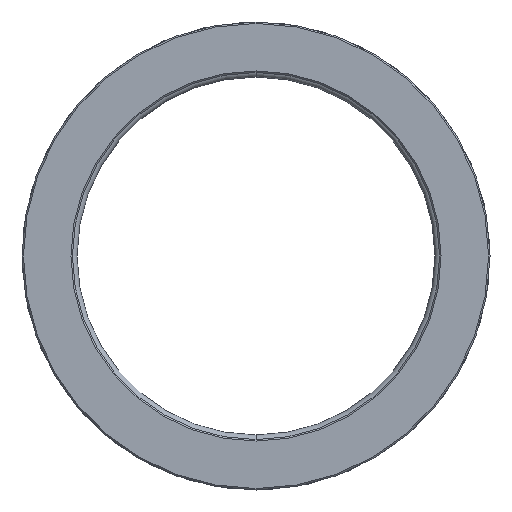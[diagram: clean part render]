
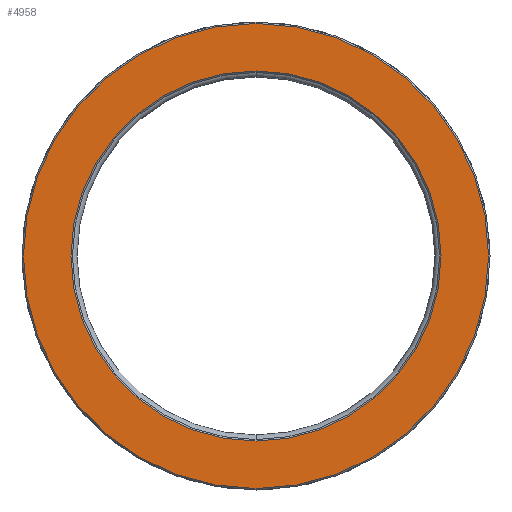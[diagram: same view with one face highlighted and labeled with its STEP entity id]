
A CAD part, front view. The second image highlights one B-rep face of the part: STEP entity #4958.
In plain terms, the highlighted planar face has unit normal (0, -1, 0).
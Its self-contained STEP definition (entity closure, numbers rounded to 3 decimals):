
#2971 = CARTESIAN_POINT ( 'NONE',  ( 0., 0., -51.4 ) ) ;
#2975 = CARTESIAN_POINT ( 'NONE',  ( 0., 0., 51.4 ) ) ;
#3016 = DIRECTION ( 'NONE',  ( 0., 0., -1. ) ) ;
#3020 = AXIS2_PLACEMENT_3D ( 'NONE', #3041, #3040, #3016 ) ;
#3029 = CIRCLE ( 'NONE', #3020, 51.4 ) ;
#3040 = DIRECTION ( 'NONE',  ( 0., 1., 0. ) ) ;
#3041 = CARTESIAN_POINT ( 'NONE',  ( 0., 0., 0. ) ) ;
#3141 = DIRECTION ( 'NONE',  ( 0., 0., -1. ) ) ;
#3143 = AXIS2_PLACEMENT_3D ( 'NONE', #3144, #3145, #3141 ) ;
#3144 = CARTESIAN_POINT ( 'NONE',  ( 0., 0., 0. ) ) ;
#3145 = DIRECTION ( 'NONE',  ( 0., -1., 0. ) ) ;
#3146 = CIRCLE ( 'NONE', #3200, 64.6 ) ;
#3152 = DIRECTION ( 'NONE',  ( 0., 0., -1. ) ) ;
#3166 = CARTESIAN_POINT ( 'NONE',  ( 0., 0., 64.6 ) ) ;
#3200 = AXIS2_PLACEMENT_3D ( 'NONE', #3245, #3244, #3152 ) ;
#3244 = DIRECTION ( 'NONE',  ( 0., -1., 0. ) ) ;
#3245 = CARTESIAN_POINT ( 'NONE',  ( 0., 0., 0. ) ) ;
#3255 = CIRCLE ( 'NONE', #3143, 64.6 ) ;
#3355 = CARTESIAN_POINT ( 'NONE',  ( 0., 0., -64.6 ) ) ;
#3489 = DIRECTION ( 'NONE',  ( 0., 0., -1. ) ) ;
#3492 = CIRCLE ( 'NONE', #3516, 51.4 ) ;
#3497 = CARTESIAN_POINT ( 'NONE',  ( 0., 0., 0. ) ) ;
#3510 = DIRECTION ( 'NONE',  ( 0., 1., 0. ) ) ;
#3516 = AXIS2_PLACEMENT_3D ( 'NONE', #3497, #3510, #3489 ) ;
#3524 = PLANE ( 'NONE',  #3533 ) ;
#3528 = FACE_OUTER_BOUND ( 'NONE', #4959, .T. ) ;
#3530 = FACE_BOUND ( 'NONE', #4943, .T. ) ;
#3533 = AXIS2_PLACEMENT_3D ( 'NONE', #3534, #3537, #3536 ) ;
#3534 = CARTESIAN_POINT ( 'NONE',  ( -51., 0., 0. ) ) ;
#3536 = DIRECTION ( 'NONE',  ( 0., 0., -1. ) ) ;
#3537 = DIRECTION ( 'NONE',  ( 0., -1., 0. ) ) ;
#4694 = VERTEX_POINT ( 'NONE', #2971 ) ;
#4713 = VERTEX_POINT ( 'NONE', #2975 ) ;
#4733 = EDGE_CURVE ( 'NONE', #4694, #4713, #3029, .T. ) ;
#4789 = EDGE_CURVE ( 'NONE', #4850, #4828, #3146, .T. ) ;
#4828 = VERTEX_POINT ( 'NONE', #3166 ) ;
#4850 = VERTEX_POINT ( 'NONE', #3355 ) ;
#4891 = EDGE_CURVE ( 'NONE', #4828, #4850, #3255, .T. ) ;
#4900 = ORIENTED_EDGE ( 'NONE', *, *, #4733, .T. ) ;
#4927 = ORIENTED_EDGE ( 'NONE', *, *, #4891, .T. ) ;
#4929 = ORIENTED_EDGE ( 'NONE', *, *, #4789, .T. ) ;
#4932 = ORIENTED_EDGE ( 'NONE', *, *, #4950, .T. ) ;
#4943 = EDGE_LOOP ( 'NONE', ( #4900, #4932 ) ) ;
#4950 = EDGE_CURVE ( 'NONE', #4713, #4694, #3492, .T. ) ;
#4958 = ADVANCED_FACE ( 'NONE', ( #3530, #3528 ), #3524, .T. ) ;
#4959 = EDGE_LOOP ( 'NONE', ( #4927, #4929 ) ) ;
